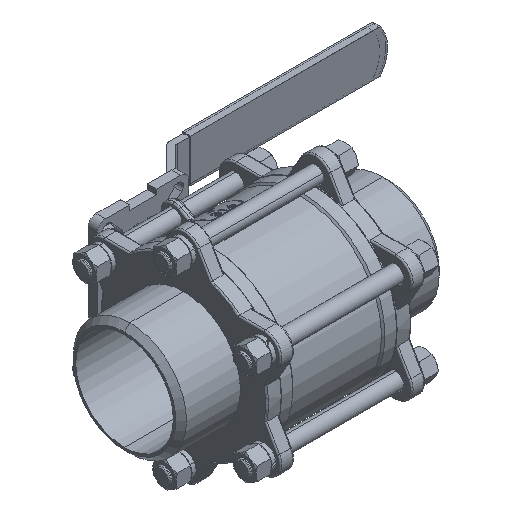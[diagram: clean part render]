
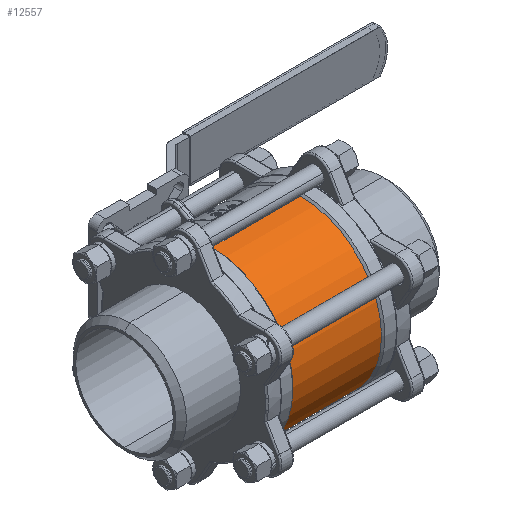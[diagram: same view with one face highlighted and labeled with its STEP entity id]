
A CAD part, isometric view. The second image highlights one B-rep face of the part: STEP entity #12557.
In plain terms, the highlighted cylindrical face has radius 83 mm (diameter 166 mm), a partial arc.
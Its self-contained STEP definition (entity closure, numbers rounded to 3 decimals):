
#1081=CIRCLE('',#13553,83.);
#1083=CIRCLE('',#13556,83.);
#1506=CYLINDRICAL_SURFACE('',#13558,83.);
#3194=ORIENTED_EDGE('',*,*,#6294,.F.);
#3195=ORIENTED_EDGE('',*,*,#6291,.T.);
#3196=ORIENTED_EDGE('',*,*,#6295,.T.);
#3197=ORIENTED_EDGE('',*,*,#6287,.F.);
#6287=EDGE_CURVE('',#7886,#7888,#1081,.T.);
#6291=EDGE_CURVE('',#7892,#7890,#1083,.T.);
#6294=EDGE_CURVE('',#7892,#7886,#8804,.T.);
#6295=EDGE_CURVE('',#7890,#7888,#8805,.T.);
#7886=VERTEX_POINT('',#36060);
#7888=VERTEX_POINT('',#36063);
#7890=VERTEX_POINT('',#36069);
#7892=VERTEX_POINT('',#36072);
#8804=LINE('',#36077,#9662);
#8805=LINE('',#36078,#9663);
#9662=VECTOR('',#15497,1000.);
#9663=VECTOR('',#15498,1000.);
#10595=EDGE_LOOP('',(#3194,#3195,#3196,#3197));
#11432=FACE_BOUND('',#10595,.T.);
#12557=ADVANCED_FACE('',(#11432),#1506,.T.);
#13553=AXIS2_PLACEMENT_3D('',#36062,#15482,#15483);
#13556=AXIS2_PLACEMENT_3D('',#36071,#15490,#15491);
#13558=AXIS2_PLACEMENT_3D('',#36076,#15495,#15496);
#15482=DIRECTION('',(-1.,0.,0.));
#15483=DIRECTION('',(0.,0.,1.));
#15490=DIRECTION('',(-1.,0.,0.));
#15491=DIRECTION('',(0.,0.,1.));
#15495=DIRECTION('',(-1.,0.,0.));
#15496=DIRECTION('',(0.,0.,1.));
#15497=DIRECTION('',(-1.,0.,0.));
#15498=DIRECTION('',(-1.,0.,0.));
#36060=CARTESIAN_POINT('',(-45.45,0.,-83.));
#36062=CARTESIAN_POINT('',(-45.45,0.,0.));
#36063=CARTESIAN_POINT('',(-45.45,0.,83.));
#36069=CARTESIAN_POINT('',(45.45,0.,83.));
#36071=CARTESIAN_POINT('',(45.45,0.,0.));
#36072=CARTESIAN_POINT('',(45.45,0.,-83.));
#36076=CARTESIAN_POINT('',(0.,0.,0.));
#36077=CARTESIAN_POINT('',(0.,0.,-83.));
#36078=CARTESIAN_POINT('',(0.,0.,83.));
